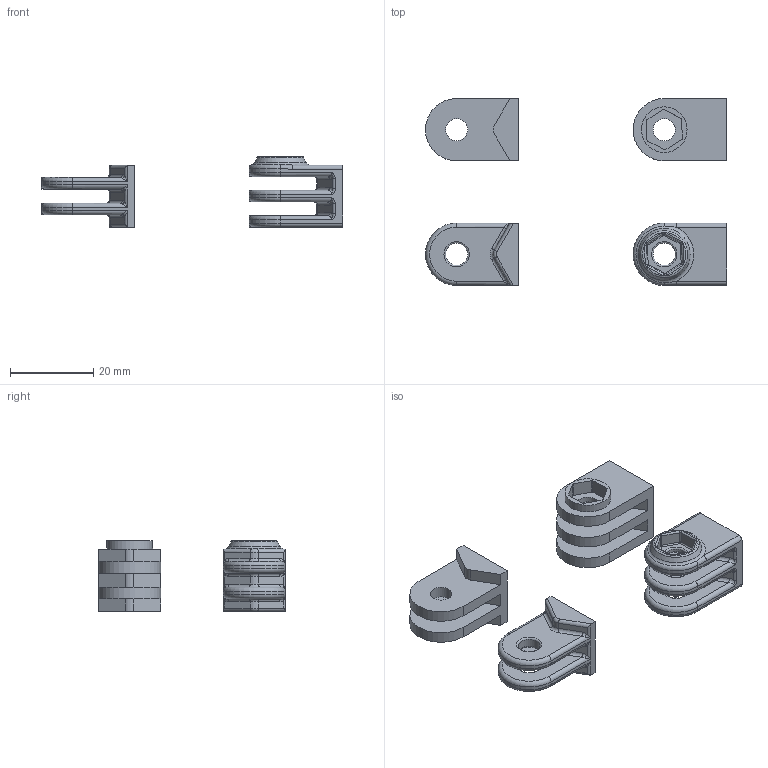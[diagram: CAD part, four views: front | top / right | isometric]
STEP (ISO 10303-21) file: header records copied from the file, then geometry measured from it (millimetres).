
FILE_DESCRIPTION(/* description */ (''),/* implementation_level */ '2;1');
FILE_NAME(/* name */ 'GoPro_Mount_F3-M2_BuildingBlock_v1.step',/* time_stamp */ '2021-02-12T22:38:04+01:00',/* author */ (''),/* organization */ (''),/* preprocessor_version */ 'ST-DEVELOPER v18.1',/* originating_system */ 'Autodesk Translation Framework v9.7.1.1290',/* authorisation */ '');
FILE_SCHEMA (('AUTOMOTIVE_DESIGN { 1 0 10303 214 3 1 1 }'));
Length unit declared in the file: millimetre
Products named in the file (1): GoPro Mount F-M
Bounding box: 72.5 x 45 x 17 mm (x, y, z)
Volume: 10182.8 mm3; surface area: 8557.7 mm2
Topology: 4 solids, 4 shells, 261 faces, 647 edges, 380 vertices
Faces by surface type: cylinder 105, plane 77, bspline 40, torus 38, cone 1
Full cylindrical faces by diameter (mm): 5.3 x10, 11 x1
Entity records: 8811 total; most frequent: CARTESIAN_POINT 2632, DIRECTION 1336, ORIENTED_EDGE 1262, EDGE_CURVE 631, AXIS2_PLACEMENT_3D 525, VERTEX_POINT 380, LINE 286, VECTOR 286
